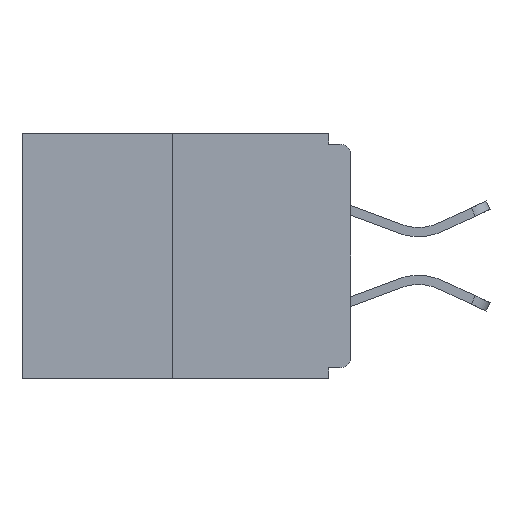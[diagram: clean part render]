
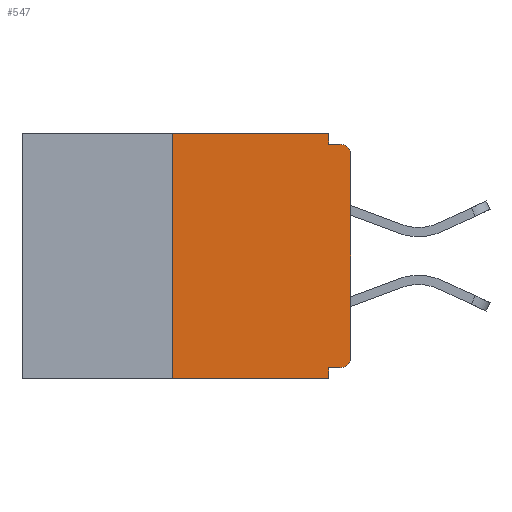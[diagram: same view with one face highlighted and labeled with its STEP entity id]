
A CAD part, left-side view. The second image highlights one B-rep face of the part: STEP entity #547.
In plain terms, the highlighted planar face has unit normal (-1, 0, 0).
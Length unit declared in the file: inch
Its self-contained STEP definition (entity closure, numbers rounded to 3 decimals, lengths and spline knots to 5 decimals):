
#547 = ADVANCED_FACE ( 'NONE', ( #12395 ), #14717, .F. ) ;
#772 = EDGE_CURVE ( 'NONE', #4864, #20505, #13290, .T. ) ;
#1344 = VECTOR ( 'NONE', #12869, 39.37008 ) ;
#1669 = ORIENTED_EDGE ( 'NONE', *, *, #19574, .F. ) ;
#1831 = ORIENTED_EDGE ( 'NONE', *, *, #19828, .T. ) ;
#2200 = VERTEX_POINT ( 'NONE', #16237 ) ;
#2411 = CARTESIAN_POINT ( 'NONE',  ( 0., 0.46, -0.343 ) ) ;
#2631 = ORIENTED_EDGE ( 'NONE', *, *, #7982, .T. ) ;
#2640 = CARTESIAN_POINT ( 'NONE',  ( 0., 0.015, -0.328 ) ) ;
#2782 = EDGE_CURVE ( 'NONE', #4864, #4565, #18129, .T. ) ;
#3229 = CARTESIAN_POINT ( 'NONE',  ( 0., 0.031, -0.015 ) ) ;
#3669 = LINE ( 'NONE', #5982, #12861 ) ;
#3976 = EDGE_CURVE ( 'NONE', #5068, #10315, #24294, .T. ) ;
#4094 = EDGE_LOOP ( 'NONE', ( #9203, #1669, #1831, #4718, #14509, #11976, #2631, #18783, #24100, #22329 ) ) ;
#4146 = LINE ( 'NONE', #2411, #18680 ) ;
#4512 = CARTESIAN_POINT ( 'NONE',  ( 0., 0.015, -0.313 ) ) ;
#4565 = VERTEX_POINT ( 'NONE', #8886 ) ;
#4629 = CARTESIAN_POINT ( 'NONE',  ( 0., 0.031, -0.343 ) ) ;
#4718 = ORIENTED_EDGE ( 'NONE', *, *, #15787, .F. ) ;
#4721 = LINE ( 'NONE', #6569, #7978 ) ;
#4864 = VERTEX_POINT ( 'NONE', #2640 ) ;
#5068 = VERTEX_POINT ( 'NONE', #3229 ) ;
#5732 = CARTESIAN_POINT ( 'NONE',  ( 0., 0.25, -0.343 ) ) ;
#5982 = CARTESIAN_POINT ( 'NONE',  ( 0., 0., 0. ) ) ;
#6234 = DIRECTION ( 'NONE',  ( 0., 0., 1. ) ) ;
#6323 = CARTESIAN_POINT ( 'NONE',  ( 0., 0., -0.313 ) ) ;
#6506 = CARTESIAN_POINT ( 'NONE',  ( 0., 0.015, -0.03 ) ) ;
#6569 = CARTESIAN_POINT ( 'NONE',  ( 0., 0.46, 0. ) ) ;
#6594 = EDGE_CURVE ( 'NONE', #8933, #5068, #9659, .T. ) ;
#6938 = CARTESIAN_POINT ( 'NONE',  ( 0., 0.46, 0. ) ) ;
#7511 = CARTESIAN_POINT ( 'NONE',  ( 0., 0.25, 0. ) ) ;
#7624 = DIRECTION ( 'NONE',  ( 0., 0., 1. ) ) ;
#7978 = VECTOR ( 'NONE', #8681, 39.37008 ) ;
#7982 = EDGE_CURVE ( 'NONE', #20505, #2200, #3669, .T. ) ;
#8049 = CARTESIAN_POINT ( 'NONE',  ( 0., 0.031, 0. ) ) ;
#8155 = DIRECTION ( 'NONE',  ( 0., 0., -1. ) ) ;
#8379 = DIRECTION ( 'NONE',  ( -1., 0., 0. ) ) ;
#8681 = DIRECTION ( 'NONE',  ( 0., -1., 0. ) ) ;
#8802 = LINE ( 'NONE', #16790, #18016 ) ;
#8886 = CARTESIAN_POINT ( 'NONE',  ( 0., 0.031, -0.328 ) ) ;
#8912 = DIRECTION ( 'NONE',  ( 0., 0., -1. ) ) ;
#8933 = VERTEX_POINT ( 'NONE', #8049 ) ;
#9132 = EDGE_CURVE ( 'NONE', #2200, #10315, #16453, .T. ) ;
#9203 = ORIENTED_EDGE ( 'NONE', *, *, #20669, .F. ) ;
#9659 = LINE ( 'NONE', #17371, #1344 ) ;
#10033 = DIRECTION ( 'NONE',  ( 0., -1., 0. ) ) ;
#10315 = VERTEX_POINT ( 'NONE', #21968 ) ;
#10341 = DIRECTION ( 'NONE',  ( 0., -1., 0. ) ) ;
#10453 = VERTEX_POINT ( 'NONE', #7511 ) ;
#10691 = AXIS2_PLACEMENT_3D ( 'NONE', #4512, #23484, #8155 ) ;
#10710 = DIRECTION ( 'NONE',  ( 1., 0., 0. ) ) ;
#11976 = ORIENTED_EDGE ( 'NONE', *, *, #772, .T. ) ;
#12348 = DIRECTION ( 'NONE',  ( 0., 0., -1. ) ) ;
#12395 = FACE_OUTER_BOUND ( 'NONE', #4094, .T. ) ;
#12861 = VECTOR ( 'NONE', #6234, 39.37008 ) ;
#12869 = DIRECTION ( 'NONE',  ( 0., 0., -1. ) ) ;
#12969 = DIRECTION ( 'NONE',  ( 0., 0., -1. ) ) ;
#13290 = CIRCLE ( 'NONE', #10691, 0.015 ) ;
#13420 = VECTOR ( 'NONE', #23850, 39.37008 ) ;
#14188 = CARTESIAN_POINT ( 'NONE',  ( 0., 0., -0.015 ) ) ;
#14509 = ORIENTED_EDGE ( 'NONE', *, *, #2782, .F. ) ;
#14717 = PLANE ( 'NONE',  #19886 ) ;
#15480 = VECTOR ( 'NONE', #7624, 39.37008 ) ;
#15787 = EDGE_CURVE ( 'NONE', #4565, #16750, #8802, .T. ) ;
#16237 = CARTESIAN_POINT ( 'NONE',  ( 0., 0., -0.03 ) ) ;
#16453 = CIRCLE ( 'NONE', #21622, 0.015 ) ;
#16625 = VECTOR ( 'NONE', #10341, 39.37008 ) ;
#16750 = VERTEX_POINT ( 'NONE', #4629 ) ;
#16790 = CARTESIAN_POINT ( 'NONE',  ( 0., 0.031, -0.343 ) ) ;
#17371 = CARTESIAN_POINT ( 'NONE',  ( 0., 0.031, 0. ) ) ;
#17751 = CARTESIAN_POINT ( 'NONE',  ( 0., 0., -0.328 ) ) ;
#17818 = VERTEX_POINT ( 'NONE', #5732 ) ;
#18016 = VECTOR ( 'NONE', #12969, 39.37008 ) ;
#18129 = LINE ( 'NONE', #17751, #13420 ) ;
#18680 = VECTOR ( 'NONE', #10033, 39.37008 ) ;
#18783 = ORIENTED_EDGE ( 'NONE', *, *, #9132, .T. ) ;
#19574 = EDGE_CURVE ( 'NONE', #17818, #10453, #19858, .T. ) ;
#19828 = EDGE_CURVE ( 'NONE', #17818, #16750, #4146, .T. ) ;
#19858 = LINE ( 'NONE', #20770, #15480 ) ;
#19886 = AXIS2_PLACEMENT_3D ( 'NONE', #6938, #10710, #8912 ) ;
#20505 = VERTEX_POINT ( 'NONE', #6323 ) ;
#20669 = EDGE_CURVE ( 'NONE', #10453, #8933, #4721, .T. ) ;
#20770 = CARTESIAN_POINT ( 'NONE',  ( 0., 0.25, 0. ) ) ;
#21622 = AXIS2_PLACEMENT_3D ( 'NONE', #6506, #8379, #12348 ) ;
#21968 = CARTESIAN_POINT ( 'NONE',  ( 0., 0.015, -0.015 ) ) ;
#22329 = ORIENTED_EDGE ( 'NONE', *, *, #6594, .F. ) ;
#23484 = DIRECTION ( 'NONE',  ( -1., 0., 0. ) ) ;
#23850 = DIRECTION ( 'NONE',  ( 0., 1., 0. ) ) ;
#24100 = ORIENTED_EDGE ( 'NONE', *, *, #3976, .F. ) ;
#24294 = LINE ( 'NONE', #14188, #16625 ) ;
